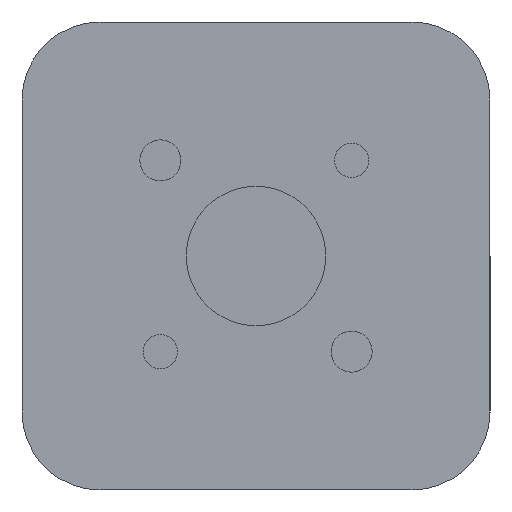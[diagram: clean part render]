
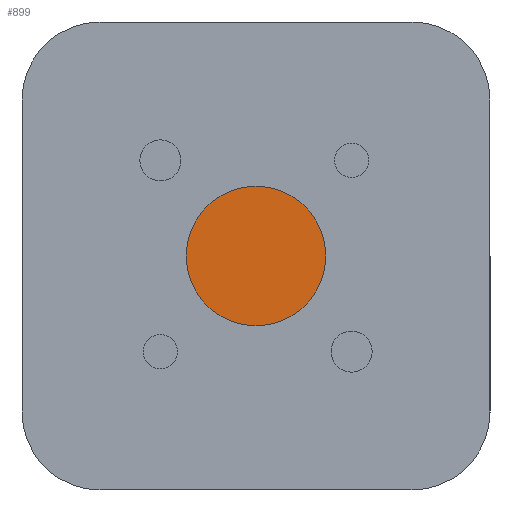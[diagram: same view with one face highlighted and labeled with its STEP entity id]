
A CAD part, left-side view. The second image highlights one B-rep face of the part: STEP entity #899.
In plain terms, the highlighted planar face has unit normal (-1, 0, 0).
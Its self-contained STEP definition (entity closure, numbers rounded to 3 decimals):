
#154 = EDGE_CURVE ( 'NONE', #1220, #1221, #5222, .T. ) ;
#169 = EDGE_CURVE ( 'NONE', #1221, #1220, #5241, .T. ) ;
#899 = ADVANCED_FACE ( 'NONE', ( #5858 ), #6615, .F. ) ;
#1220 = VERTEX_POINT ( 'NONE', #2072 ) ;
#1221 = VERTEX_POINT ( 'NONE', #2073 ) ;
#2072 = CARTESIAN_POINT ( 'NONE',  ( -21.321, 0., -8.5 ) ) ;
#2073 = CARTESIAN_POINT ( 'NONE',  ( -21.321, 0., 8.5 ) ) ;
#4590 = CARTESIAN_POINT ( 'NONE',  ( -21.321, 0., 0. ) ) ;
#4599 = DIRECTION ( 'NONE',  ( -1., 0., 0. ) ) ;
#4600 = DIRECTION ( 'NONE',  ( 0., 0., 1. ) ) ;
#4633 = CARTESIAN_POINT ( 'NONE',  ( -21.321, 0., 0. ) ) ;
#4640 = DIRECTION ( 'NONE',  ( -1., 0., 0. ) ) ;
#4641 = DIRECTION ( 'NONE',  ( 0., 0., 1. ) ) ;
#5222 = CIRCLE ( 'NONE', #8995, 8.5 ) ;
#5241 = CIRCLE ( 'NONE', #9004, 8.5 ) ;
#5858 = FACE_OUTER_BOUND ( 'NONE', #10083, .T. ) ;
#6615 = PLANE ( 'NONE',  #9194 ) ;
#6664 = CARTESIAN_POINT ( 'NONE',  ( -21.321, 8.5, 0. ) ) ;
#6673 = DIRECTION ( 'NONE',  ( 1., 0., 0. ) ) ;
#6674 = DIRECTION ( 'NONE',  ( 0., 0., -1. ) ) ;
#8995 = AXIS2_PLACEMENT_3D ( 'NONE', #4590, #4599, #4600 ) ;
#9004 = AXIS2_PLACEMENT_3D ( 'NONE', #4633, #4640, #4641 ) ;
#9194 = AXIS2_PLACEMENT_3D ( 'NONE', #6664, #6673, #6674 ) ;
#10083 = EDGE_LOOP ( 'NONE', ( #10166, #10165 ) ) ;
#10165 = ORIENTED_EDGE ( 'NONE', *, *, #154, .T. ) ;
#10166 = ORIENTED_EDGE ( 'NONE', *, *, #169, .T. ) ;
